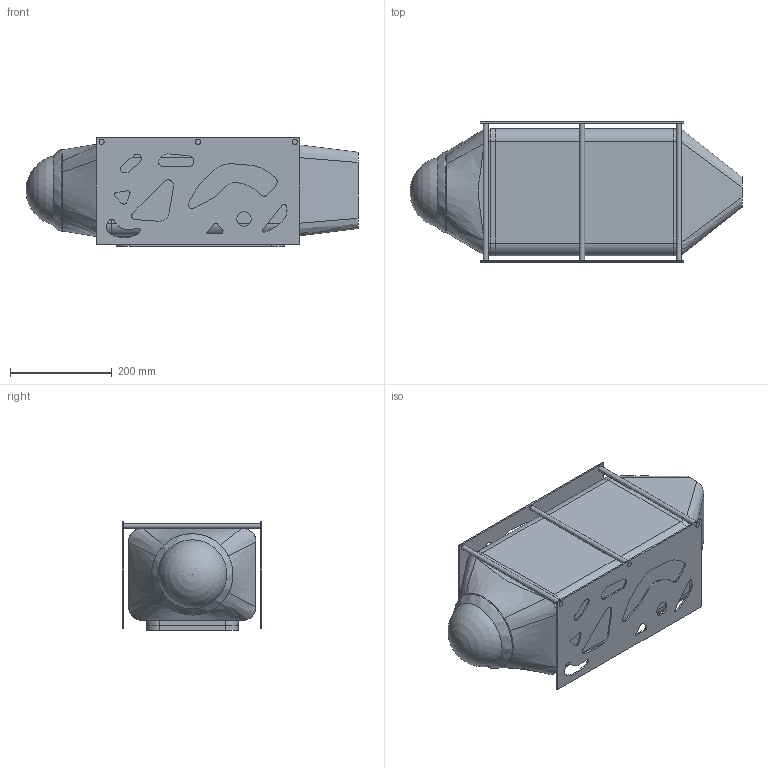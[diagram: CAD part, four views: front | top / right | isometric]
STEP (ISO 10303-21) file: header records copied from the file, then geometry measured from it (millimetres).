
FILE_DESCRIPTION(/* description */ (''),/* implementation_level */ '2;1');
FILE_NAME(/* name */ 'hull+chassis v1.step',/* time_stamp */ '2022-01-14T21:27:29+06:00',/* author */ (''),/* organization */ (''),/* preprocessor_version */ 'ST-DEVELOPER v18.1',/* originating_system */ 'Autodesk Translation Framework v10.10.0.1391',/* authorisation */ '');
FILE_SCHEMA (('AUTOMOTIVE_DESIGN { 1 0 10303 214 3 1 1 }'));
Length unit declared in the file: centimetre
Products named in the file (9): hull+chassis; HULL; outer conector; rectangular ring; acrilic sheet ; DOME; front nose ; BACK NOSE; chassis_3rd v1
Assembly tree (9 placements, depth 3):
  hull+chassis
    HULL
      outer conector
      rectangular ring
      acrilic sheet 
    front nose   x2
    DOME
    BACK NOSE
    chassis_3rd v1
Bounding box: 652.5 x 275.05 x 213.74 mm (x, y, z)
Volume: 4840696.7 mm3; surface area: 1838944.7 mm2
Topology: 12 solids, 12 shells, 471 faces, 1289 edges, 855 vertices
Faces by surface type: cylinder 238, plane 187, bspline 43, sphere 3
Full cylindrical faces by diameter (mm): 4 x84, 10 x6, 28.284 x2, 136 x3, 160 x1
Entity records: 16398 total; most frequent: CARTESIAN_POINT 4727, DIRECTION 2365, ORIENTED_EDGE 2304, EDGE_CURVE 1152, AXIS2_PLACEMENT_3D 873, VERTEX_POINT 765, EDGE_LOOP 651, LINE 619
